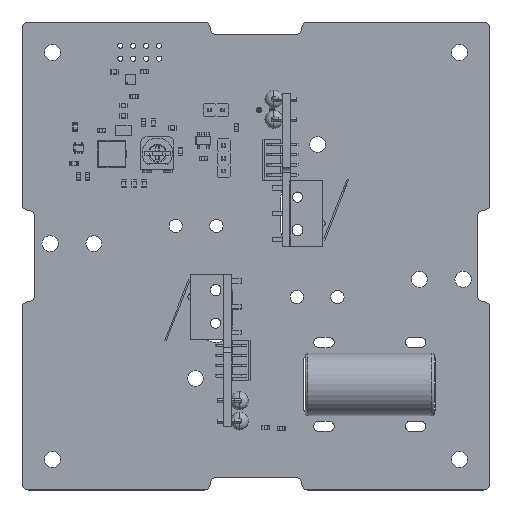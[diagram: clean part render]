
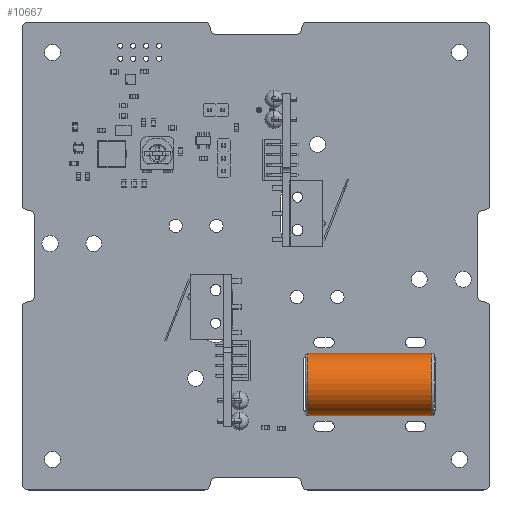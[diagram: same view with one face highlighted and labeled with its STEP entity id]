
A CAD part, top view. The second image highlights one B-rep face of the part: STEP entity #10667.
In plain terms, the highlighted cylindrical face has radius 6.15 mm (diameter 12.3 mm), a full revolution.
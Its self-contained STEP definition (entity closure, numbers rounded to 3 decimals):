
#10645 = EDGE_CURVE('',#10646,#10646,#10648,.T.);
#10646 = VERTEX_POINT('',#10647);
#10647 = CARTESIAN_POINT('',(-6.15,0.,0.5));
#10648 = CIRCLE('',#10649,6.15);
#10649 = AXIS2_PLACEMENT_3D('',#10650,#10651,#10652);
#10650 = CARTESIAN_POINT('',(0.,0.,0.5));
#10651 = DIRECTION('',(0.,0.,-1.));
#10652 = DIRECTION('',(1.,0.,0.));
#10667 = ADVANCED_FACE('',(#10668),#10687,.T.);
#10668 = FACE_BOUND('',#10669,.T.);
#10669 = EDGE_LOOP('',(#10670,#10679,#10685,#10686));
#10670 = ORIENTED_EDGE('',*,*,#10671,.F.);
#10671 = EDGE_CURVE('',#10672,#10672,#10674,.T.);
#10672 = VERTEX_POINT('',#10673);
#10673 = CARTESIAN_POINT('',(-6.15,0.,24.9));
#10674 = CIRCLE('',#10675,6.15);
#10675 = AXIS2_PLACEMENT_3D('',#10676,#10677,#10678);
#10676 = CARTESIAN_POINT('',(0.,0.,24.9));
#10677 = DIRECTION('',(0.,0.,1.));
#10678 = DIRECTION('',(1.,0.,-0.));
#10679 = ORIENTED_EDGE('',*,*,#10680,.T.);
#10680 = EDGE_CURVE('',#10672,#10646,#10681,.T.);
#10681 = LINE('',#10682,#10683);
#10682 = CARTESIAN_POINT('',(-6.15,0.,0.));
#10683 = VECTOR('',#10684,1.);
#10684 = DIRECTION('',(0.,0.,-1.));
#10685 = ORIENTED_EDGE('',*,*,#10645,.F.);
#10686 = ORIENTED_EDGE('',*,*,#10680,.F.);
#10687 = CYLINDRICAL_SURFACE('',#10688,6.15);
#10688 = AXIS2_PLACEMENT_3D('',#10689,#10690,#10691);
#10689 = CARTESIAN_POINT('',(0.,0.,0.));
#10690 = DIRECTION('',(0.,0.,1.));
#10691 = DIRECTION('',(1.,0.,-0.));
